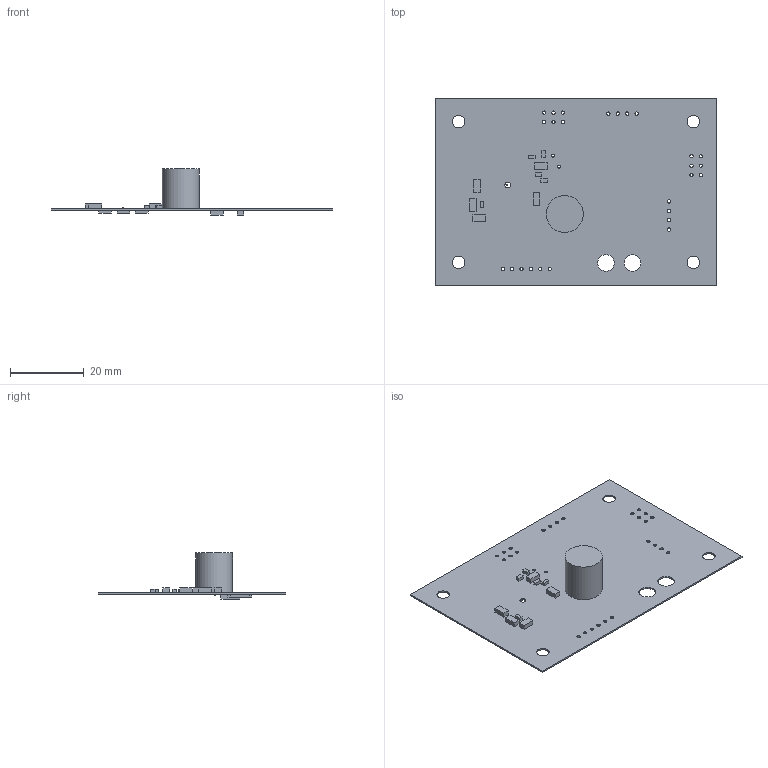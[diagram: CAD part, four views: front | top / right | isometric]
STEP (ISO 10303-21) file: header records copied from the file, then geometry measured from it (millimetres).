
FILE_DESCRIPTION(('Open CASCADE Model'),'2;1');
FILE_NAME('Open CASCADE Shape Model','2019-05-19T00:25:57',('Author'),( 'Open CASCADE'),'Open CASCADE STEP processor 6.8','Open CASCADE 6.8' ,'Unknown');
FILE_SCHEMA(('AUTOMOTIVE_DESIGN { 1 0 10303 214 1 1 1 1 }'));
Length unit declared in the file: millimetre
Products named in the file (37): PCB; Board; Open CASCADE STEP translator 6.8 1.1.1; U2; 6188421008; Extruded; R8; 6188424928; R7; R6; 6188423168; 6188422768; R5; R4; R3; R2; 6188425328; R1; CR1; C8; 6188425808; C7; 6188426208; C6; 6188423568; Cylinder; C5; C4; C3; C2; C1
Assembly tree (52 placements, depth 4):
  PCB
    Board
      Open CASCADE STEP translator 6.8 1.1.1
    U2
      6188421008
        Extruded
    R8
      6188424928
        Extruded
    R7
      6188424928
        Extruded
    R6
      6188423168  x2
        Extruded
      6188422768
        Extruded
    R5
      6188423168  x2
        Extruded
      6188422768
        Extruded
    R4
      6188423168  x2
        Extruded
      6188422768
        Extruded
    R3
      6188424928
        Extruded
    R2
      6188425328
        Extruded
    R1
      6188425328
        Extruded
    CR1
      6188421008
        Extruded
    C8
      6188425808
        Extruded
    C7
      6188426208
        Extruded
    C6
      6188423568
        Cylinder
    C5
      6188425808
        Extruded
    C4
      6188425808
        Extruded
    C3
      6188426208
        Extruded
    C2
      6188425808
        Extruded
Bounding box: 76.2 x 50.8 x 12.51 mm (x, y, z)
Volume: 2517.7 mm3; surface area: 8660 mm2
Topology: 25 solids, 25 shells, 182 faces, 396 edges, 264 vertices
Faces by surface type: plane 146, cylinder 36
Full cylindrical faces by diameter (mm): 0.762 x2, 0.9 x26, 1.587 x1, 3.4 x4, 4.5 x2, 10 x1
Entity records: 3504 total; most frequent: DIRECTION 554, CARTESIAN_POINT 479, ORIENTED_EDGE 408, AXIS2_PLACEMENT_3D 211, EDGE_CURVE 204, FACE_BOUND 156, EDGE_LOOP 156, VERTEX_POINT 136
